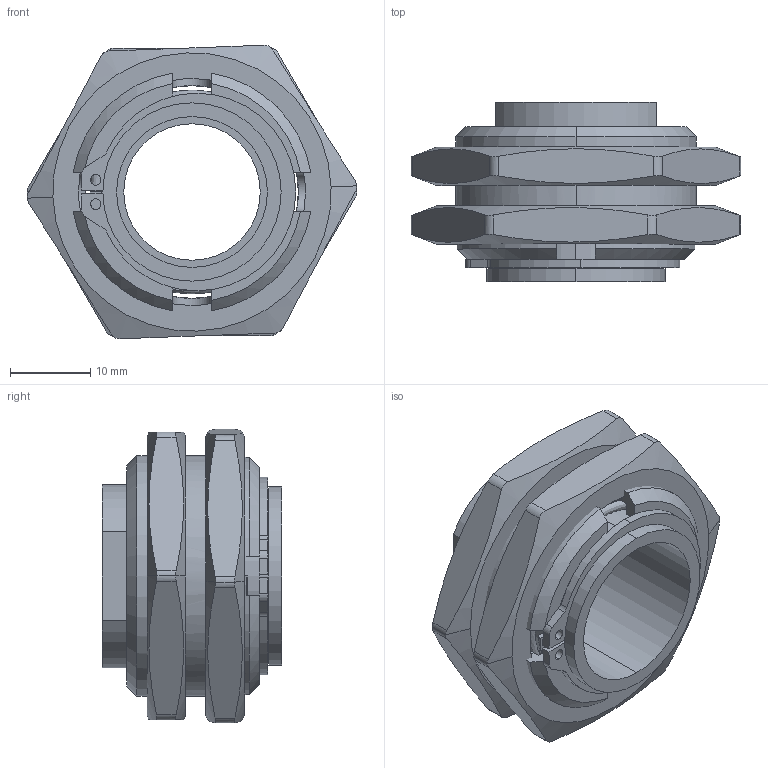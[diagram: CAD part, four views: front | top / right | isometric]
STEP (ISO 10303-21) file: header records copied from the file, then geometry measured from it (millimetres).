
FILE_DESCRIPTION (( 'STEP AP214' ), '1' );
FILE_NAME ('SAB30413.STEP', '2018-07-20T14:20:30', ( '' ), ( '' ), 'SwSTEP 2.0', 'SolidWorks 2017', '' );
FILE_SCHEMA (( 'AUTOMOTIVE_DESIGN' ));
Length unit declared in the file: inch
Products named in the file (6): SAB30413; 15293; SAN30365; 15292; 62.0358; 64.0951_98410A142
Assembly tree (6 placements, depth 2):
  SAB30413
    15293
    15292
    62.0358
    64.0951_98410A142
    SAN30365  x2
Bounding box: 41.05 x 22.35 x 36.58 mm (x, y, z)
Volume: 10391.2 mm3; surface area: 12431.5 mm2
Topology: 6 solids, 6 shells, 133 faces, 337 edges, 220 vertices
Faces by surface type: cylinder 59, plane 54, cone 14, torus 4, bspline 2
Entity records: 6154 total; most frequent: CARTESIAN_POINT 2817, DIRECTION 570, ORIENTED_EDGE 564, EDGE_CURVE 282, AXIS2_PLACEMENT_3D 221, VERTEX_POINT 184, VECTOR 128, LINE 128
